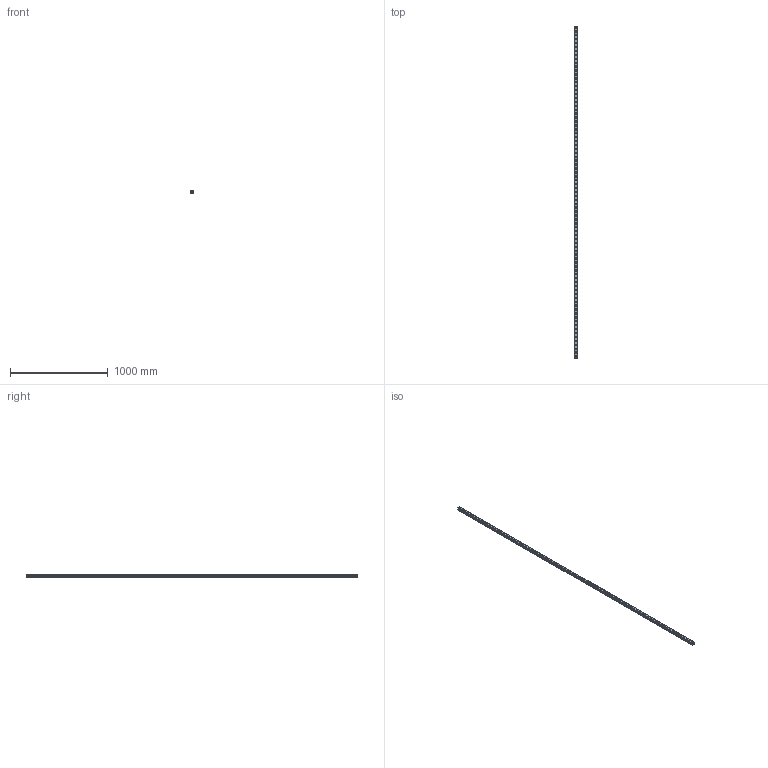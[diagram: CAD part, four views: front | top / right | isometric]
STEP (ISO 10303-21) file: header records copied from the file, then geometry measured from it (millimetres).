
FILE_DESCRIPTION(('STEP AP214'),'1');
FILE_NAME('cctmp_84C4348C-6729-429E-A128-14DB4668973F_2021_03_11_13_27_05_0997..stp','2021-03-11T12:27:06',('HIWIN GmbH'),('CADClick - www.CADClick.com'),'Spatial InterOp 3D',' ','unknown authorization');
FILE_SCHEMA(('AUTOMOTIVE_DESIGN'));
Length unit declared in the file: millimetre
Products named in the file (1): RGR30R3390H_FILE
Bounding box: 28 x 3390 x 28 mm (x, y, z)
Volume: 1944728.8 mm3; surface area: 502906.5 mm2
Topology: 1 solids, 1 shells, 880 faces, 1857 edges, 1238 vertices
Faces by surface type: cylinder 528, plane 352
Entity records: 31161 total; most frequent: DIRECTION 4675, CARTESIAN_POINT 3976, ORIENTED_EDGE 3714, AXIS2_PLACEMENT_3D 1937, EDGE_CURVE 1857, VERTEX_POINT 1238, EDGE_LOOP 1139, CIRCLE 1056
